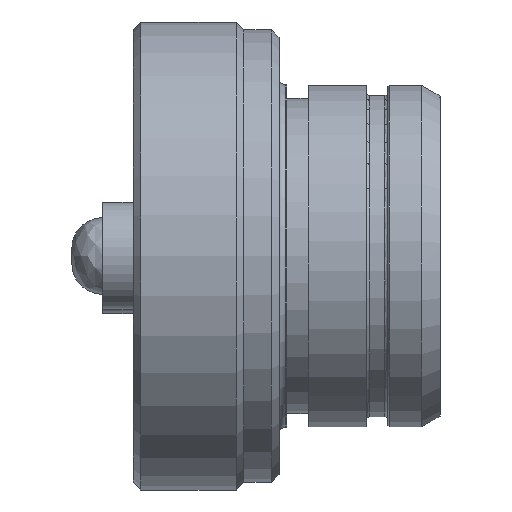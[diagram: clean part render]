
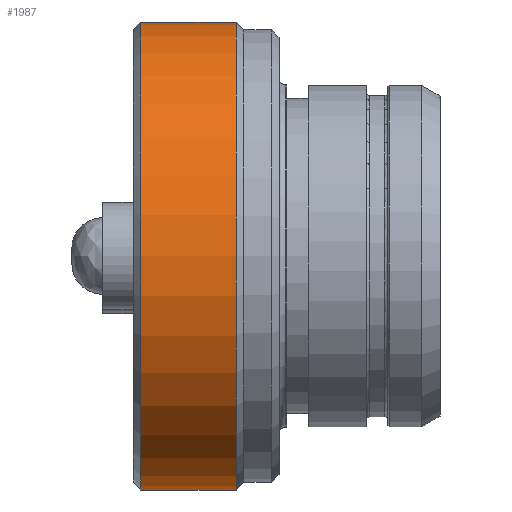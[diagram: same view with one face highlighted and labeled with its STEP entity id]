
A CAD part, top view. The second image highlights one B-rep face of the part: STEP entity #1987.
In plain terms, the highlighted cylindrical face has radius 15.25 mm (diameter 30.5 mm), a partial arc.
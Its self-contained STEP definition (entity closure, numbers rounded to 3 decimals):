
#396=DIRECTION('',(-1.,0.,0.));
#397=VECTOR('',#396,6.2);
#398=CARTESIAN_POINT('',(6.7,15.25,0.));
#399=LINE('384',#398,#397);
#400=DIRECTION('',(-1.,0.,0.));
#401=VECTOR('',#400,6.2);
#402=CARTESIAN_POINT('',(6.7,-15.25,0.));
#403=LINE('385',#402,#401);
#409=CARTESIAN_POINT('',(6.7,0.,0.));
#410=DIRECTION('',(1.,0.,0.));
#411=DIRECTION('',(0.,1.,0.));
#412=AXIS2_PLACEMENT_3D('',#409,#410,#411);
#423=CARTESIAN_POINT('',(0.5,0.,0.));
#424=DIRECTION('',(1.,0.,0.));
#425=DIRECTION('',(0.,1.,0.));
#426=AXIS2_PLACEMENT_3D('',#423,#424,#425);
#1320=CARTESIAN_POINT('',(6.7,15.25,0.));
#1322=VERTEX_POINT('',#1320);
#1338=CARTESIAN_POINT('',(6.7,-15.25,0.));
#1340=VERTEX_POINT('',#1338);
#1401=CARTESIAN_POINT('',(0.5,15.25,0.));
#1402=CARTESIAN_POINT('',(0.5,-15.25,0.));
#1403=VERTEX_POINT('',#1401);
#1404=VERTEX_POINT('',#1402);
#1975=CARTESIAN_POINT('',(-1.,0.,0.));
#1976=DIRECTION('',(1.,0.,0.));
#1977=DIRECTION('',(0.,-1.,0.));
#1978=AXIS2_PLACEMENT_3D('',#1975,#1976,#1977);
#1979=CYLINDRICAL_SURFACE('263',#1978,15.25);
#1980=ORIENTED_EDGE('384',*,*,#1965,.F.);
#1981=ORIENTED_EDGE('323',*,*,#1942,.T.);
#1982=ORIENTED_EDGE('385',*,*,#1969,.T.);
#1984=ORIENTED_EDGE('381',*,*,#1983,.F.);
#1985=EDGE_LOOP('263',(#1980,#1981,#1982,#1984));
#1986=FACE_OUTER_BOUND('263',#1985,.F.);
#413=CIRCLE('323',#412,15.25);
#427=CIRCLE('381',#426,15.25);
#1942=EDGE_CURVE('323',#1322,#1340,#413,.T.);
#1965=EDGE_CURVE('384',#1322,#1403,#399,.T.);
#1969=EDGE_CURVE('385',#1340,#1404,#403,.T.);
#1983=EDGE_CURVE('381',#1403,#1404,#427,.T.);
#1987=ADVANCED_FACE('263',(#1986),#1979,.T.);
